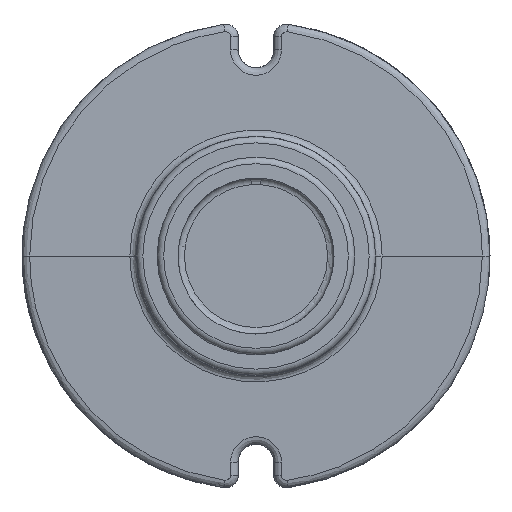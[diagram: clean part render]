
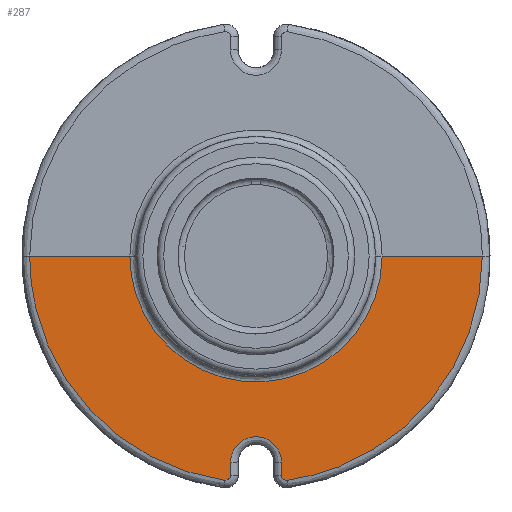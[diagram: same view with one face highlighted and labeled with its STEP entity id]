
A CAD part, front view. The second image highlights one B-rep face of the part: STEP entity #287.
In plain terms, the highlighted planar face has unit normal (0, -1, -0.018).
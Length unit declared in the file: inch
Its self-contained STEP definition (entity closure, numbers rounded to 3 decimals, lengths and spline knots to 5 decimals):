
#287=ADVANCED_FACE('',(#716),#717,.T.);
#483=EDGE_CURVE('',#956,#994,#1000,.T.);
#489=EDGE_CURVE('',#994,#1002,#1008,.T.);
#495=EDGE_CURVE('',#1002,#1010,#1016,.T.);
#501=EDGE_CURVE('',#1010,#1018,#1024,.T.);
#507=EDGE_CURVE('',#1018,#1026,#1032,.T.);
#513=EDGE_CURVE('',#1026,#1034,#1039,.T.);
#515=EDGE_CURVE('',#1034,#989,#1041,.T.);
#517=EDGE_CURVE('',#1043,#956,#1044,.T.);
#519=EDGE_CURVE('',#1043,#1046,#1047,.T.);
#521=EDGE_CURVE('',#989,#1046,#1049,.T.);
#716=FACE_OUTER_BOUND('',#1838,.T.);
#717=PLANE('',#1839);
#956=VERTEX_POINT('',#2386);
#989=VERTEX_POINT('',#2447);
#994=VERTEX_POINT('',#2467);
#1000=ELLIPSE('',#2475,1.08817,1.088);
#1002=VERTEX_POINT('',#2478);
#1008=ELLIPSE('',#2486,0.025,0.025);
#1010=VERTEX_POINT('',#2489);
#1016=LINE('',#2498,#2499);
#1018=VERTEX_POINT('',#2502);
#1024=ELLIPSE('',#2510,0.12202,0.122);
#1026=VERTEX_POINT('',#2513);
#1032=LINE('',#2522,#2523);
#1034=VERTEX_POINT('',#2526);
#1039=ELLIPSE('',#2533,0.025,0.025);
#1041=ELLIPSE('',#2536,1.08817,1.088);
#1043=VERTEX_POINT('',#2539);
#1044=LINE('',#2540,#2541);
#1046=VERTEX_POINT('',#2544);
#1047=ELLIPSE('',#2545,0.60634,0.60625);
#1049=LINE('',#2548,#2549);
#1838=EDGE_LOOP('',(#3139,#3140,#3141,#3142,#3143,#3144,#3145,#3146,#3147,#3148));
#1839=AXIS2_PLACEMENT_3D('',#3149,#3150,#3151);
#2386=CARTESIAN_POINT('',(1.088,0.5,0.));
#2447=CARTESIAN_POINT('',(-1.088,0.5,0.));
#2467=CARTESIAN_POINT('',(0.15046,0.51882,-1.07819));
#2475=AXIS2_PLACEMENT_3D('',#3494,#3495,#3496);
#2478=CARTESIAN_POINT('',(0.122,0.51839,-1.05343));
#2486=AXIS2_PLACEMENT_3D('',#3503,#3504,#3505);
#2489=CARTESIAN_POINT('',(0.122,0.51729,-0.99065));
#2498=CARTESIAN_POINT('',(0.122,0.51109,-0.63516));
#2499=VECTOR('',#3510,0.03937);
#2502=CARTESIAN_POINT('',(-0.122,0.51729,-0.99065));
#2510=AXIS2_PLACEMENT_3D('',#3517,#3518,#3519);
#2513=CARTESIAN_POINT('',(-0.122,0.51839,-1.05343));
#2522=CARTESIAN_POINT('',(-0.122,0.51109,-0.63516));
#2523=VECTOR('',#3524,0.03937);
#2526=CARTESIAN_POINT('',(-0.15046,0.51882,-1.07819));
#2533=AXIS2_PLACEMENT_3D('',#3531,#3532,#3533);
#2536=AXIS2_PLACEMENT_3D('',#3534,#3535,#3536);
#2539=CARTESIAN_POINT('',(0.60625,0.5,0.0));
#2540=CARTESIAN_POINT('',(0.0,0.5,0.0));
#2541=VECTOR('',#3537,1.0);
#2544=CARTESIAN_POINT('',(-0.60625,0.5,0.0));
#2545=AXIS2_PLACEMENT_3D('',#3538,#3539,#3540);
#2548=CARTESIAN_POINT('',(0.0,0.5,0.0));
#2549=VECTOR('',#3541,1.0);
#3139=ORIENTED_EDGE('',*,*,#515,.F.);
#3140=ORIENTED_EDGE('',*,*,#513,.F.);
#3141=ORIENTED_EDGE('',*,*,#507,.F.);
#3142=ORIENTED_EDGE('',*,*,#501,.F.);
#3143=ORIENTED_EDGE('',*,*,#495,.F.);
#3144=ORIENTED_EDGE('',*,*,#489,.F.);
#3145=ORIENTED_EDGE('',*,*,#483,.F.);
#3146=ORIENTED_EDGE('',*,*,#517,.F.);
#3147=ORIENTED_EDGE('',*,*,#519,.T.);
#3148=ORIENTED_EDGE('',*,*,#521,.F.);
#3149=CARTESIAN_POINT('',(0.0,0.5,0.0));
#3150=DIRECTION('',(0.0,-1.,-0.017));
#3151=DIRECTION('',(0.0,0.017,-1.));
#3494=CARTESIAN_POINT('',(0.0,0.50001,-0.00065));
#3495=DIRECTION('',(0.0,1.,0.017));
#3496=DIRECTION('',(0.0,0.017,-1.));
#3503=CARTESIAN_POINT('',(0.147,0.51839,-1.05343));
#3504=DIRECTION('',(0.0,1.,0.017));
#3505=DIRECTION('',(0.,0.017,-1.));
#3510=DIRECTION('',(0.0,-0.017,1.));
#3517=CARTESIAN_POINT('',(0.0,0.51729,-0.99065));
#3518=DIRECTION('',(0.0,-1.,-0.017));
#3519=DIRECTION('',(0.0,-0.017,1.));
#3524=DIRECTION('',(0.0,0.017,-1.));
#3531=CARTESIAN_POINT('',(-0.147,0.51839,-1.05343));
#3532=DIRECTION('',(0.0,1.,0.017));
#3533=DIRECTION('',(0.,0.017,-1.));
#3534=CARTESIAN_POINT('',(0.0,0.50001,-0.00065));
#3535=DIRECTION('',(0.0,1.,0.017));
#3536=DIRECTION('',(0.0,0.017,-1.));
#3537=DIRECTION('',(1.0,0.0,0.0));
#3538=CARTESIAN_POINT('',(0.0,0.49999,0.00055));
#3539=DIRECTION('',(0.0,1.,0.017));
#3540=DIRECTION('',(0.0,0.017,-1.));
#3541=DIRECTION('',(1.0,0.0,0.0));
